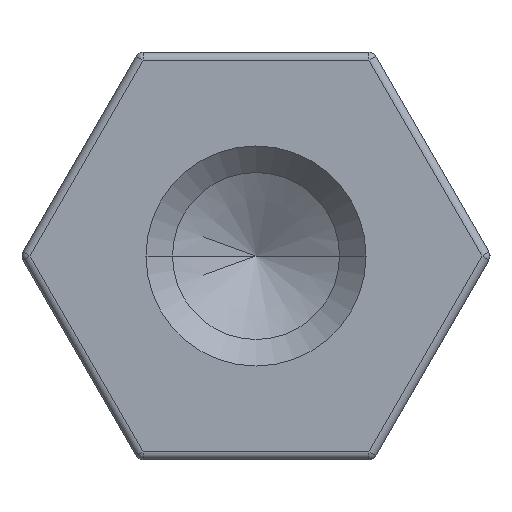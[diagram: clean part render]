
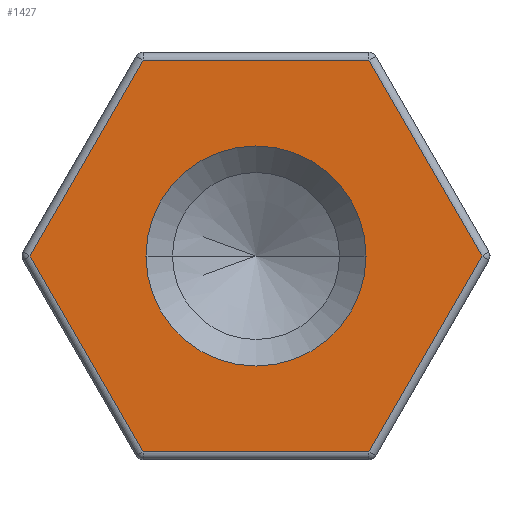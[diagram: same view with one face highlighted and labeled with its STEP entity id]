
A CAD part, left-side view. The second image highlights one B-rep face of the part: STEP entity #1427.
In plain terms, the highlighted planar face has unit normal (-1, 0, 0).
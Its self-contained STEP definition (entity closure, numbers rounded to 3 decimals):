
#25 = AXIS2_PLACEMENT_3D ( 'NONE', #353, #368, #926 ) ;
#42 = CARTESIAN_POINT ( 'NONE',  ( 0., -1.35, 0. ) ) ;
#49 = LINE ( 'NONE', #191, #749 ) ;
#63 = EDGE_CURVE ( 'NONE', #914, #1206, #1115, .T. ) ;
#92 = VECTOR ( 'NONE', #246, 1000. ) ;
#152 = DIRECTION ( 'NONE',  ( 0., -0.5, -0.866 ) ) ;
#164 = CARTESIAN_POINT ( 'NONE',  ( 0., 2.078, -1.2 ) ) ;
#166 = CARTESIAN_POINT ( 'NONE',  ( 0., -1.386, 2.4 ) ) ;
#168 = DIRECTION ( 'NONE',  ( 0., 0.5, -0.866 ) ) ;
#174 = EDGE_LOOP ( 'NONE', ( #617, #1367, #859, #223, #1332, #1157 ) ) ;
#180 = CARTESIAN_POINT ( 'NONE',  ( 0., 2.078, 1.2 ) ) ;
#191 = CARTESIAN_POINT ( 'NONE',  ( 0., -2.078, -1.2 ) ) ;
#197 = EDGE_LOOP ( 'NONE', ( #1302, #1047 ) ) ;
#201 = DIRECTION ( 'NONE',  ( 0., -0.5, 0.866 ) ) ;
#223 = ORIENTED_EDGE ( 'NONE', *, *, #560, .T. ) ;
#230 = CARTESIAN_POINT ( 'NONE',  ( 0., 0., -2.4 ) ) ;
#246 = DIRECTION ( 'NONE',  ( 0., -1., 0. ) ) ;
#312 = EDGE_CURVE ( 'NONE', #1154, #945, #855, .T. ) ;
#327 = EDGE_CURVE ( 'NONE', #1206, #914, #1361, .T. ) ;
#336 = EDGE_CURVE ( 'NONE', #945, #439, #1074, .T. ) ;
#353 = CARTESIAN_POINT ( 'NONE',  ( 0., 0., 0. ) ) ;
#368 = DIRECTION ( 'NONE',  ( 1., 0., 0. ) ) ;
#373 = FACE_BOUND ( 'NONE', #197, .T. ) ;
#382 = VERTEX_POINT ( 'NONE', #961 ) ;
#439 = VERTEX_POINT ( 'NONE', #547 ) ;
#525 = LINE ( 'NONE', #230, #92 ) ;
#541 = EDGE_CURVE ( 'NONE', #382, #1015, #525, .T. ) ;
#545 = VECTOR ( 'NONE', #605, 1000. ) ;
#547 = CARTESIAN_POINT ( 'NONE',  ( 0., 1.386, 2.4 ) ) ;
#552 = EDGE_CURVE ( 'NONE', #1015, #1154, #49, .T. ) ;
#553 = EDGE_CURVE ( 'NONE', #439, #1208, #1253, .T. ) ;
#560 = EDGE_CURVE ( 'NONE', #1208, #382, #1285, .T. ) ;
#605 = DIRECTION ( 'NONE',  ( 0., 1., 0. ) ) ;
#608 = DIRECTION ( 'NONE',  ( 0., 0.5, 0.866 ) ) ;
#617 = ORIENTED_EDGE ( 'NONE', *, *, #312, .T. ) ;
#711 = VECTOR ( 'NONE', #152, 1000. ) ;
#749 = VECTOR ( 'NONE', #201, 1000. ) ;
#790 = CARTESIAN_POINT ( 'NONE',  ( 0., -2.078, 1.2 ) ) ;
#815 = DIRECTION ( 'NONE',  ( 0., 1., 0. ) ) ;
#820 = DIRECTION ( 'NONE',  ( 1., 0., 0. ) ) ;
#823 = CARTESIAN_POINT ( 'NONE',  ( 0., 0., 0. ) ) ;
#831 = CARTESIAN_POINT ( 'NONE',  ( 0., 0., 2.4 ) ) ;
#855 = LINE ( 'NONE', #790, #1328 ) ;
#859 = ORIENTED_EDGE ( 'NONE', *, *, #553, .T. ) ;
#914 = VERTEX_POINT ( 'NONE', #42 ) ;
#921 = FACE_OUTER_BOUND ( 'NONE', #174, .T. ) ;
#926 = DIRECTION ( 'NONE',  ( 0., 1., 0. ) ) ;
#945 = VERTEX_POINT ( 'NONE', #166 ) ;
#961 = CARTESIAN_POINT ( 'NONE',  ( 0., 1.386, -2.4 ) ) ;
#963 = DIRECTION ( 'NONE',  ( 1., 0., 0. ) ) ;
#1015 = VERTEX_POINT ( 'NONE', #1388 ) ;
#1026 = VECTOR ( 'NONE', #168, 1000. ) ;
#1044 = CARTESIAN_POINT ( 'NONE',  ( 0., 2.771, 0. ) ) ;
#1047 = ORIENTED_EDGE ( 'NONE', *, *, #63, .T. ) ;
#1059 = CARTESIAN_POINT ( 'NONE',  ( 0., 0., 0. ) ) ;
#1074 = LINE ( 'NONE', #831, #545 ) ;
#1113 = CARTESIAN_POINT ( 'NONE',  ( 0., 1.35, 0. ) ) ;
#1115 = CIRCLE ( 'NONE', #25, 1.35 ) ;
#1133 = CARTESIAN_POINT ( 'NONE',  ( 0., -2.771, 0. ) ) ;
#1154 = VERTEX_POINT ( 'NONE', #1133 ) ;
#1157 = ORIENTED_EDGE ( 'NONE', *, *, #552, .T. ) ;
#1158 = PLANE ( 'NONE',  #1255 ) ;
#1206 = VERTEX_POINT ( 'NONE', #1113 ) ;
#1208 = VERTEX_POINT ( 'NONE', #1044 ) ;
#1242 = AXIS2_PLACEMENT_3D ( 'NONE', #823, #820, #815 ) ;
#1248 = DIRECTION ( 'NONE',  ( 0., 1., 0. ) ) ;
#1253 = LINE ( 'NONE', #180, #1026 ) ;
#1255 = AXIS2_PLACEMENT_3D ( 'NONE', #1059, #963, #1248 ) ;
#1285 = LINE ( 'NONE', #164, #711 ) ;
#1302 = ORIENTED_EDGE ( 'NONE', *, *, #327, .T. ) ;
#1328 = VECTOR ( 'NONE', #608, 1000. ) ;
#1332 = ORIENTED_EDGE ( 'NONE', *, *, #541, .T. ) ;
#1361 = CIRCLE ( 'NONE', #1242, 1.35 ) ;
#1367 = ORIENTED_EDGE ( 'NONE', *, *, #336, .T. ) ;
#1388 = CARTESIAN_POINT ( 'NONE',  ( 0., -1.386, -2.4 ) ) ;
#1427 = ADVANCED_FACE ( 'NONE', ( #921, #373 ), #1158, .F. ) ;
